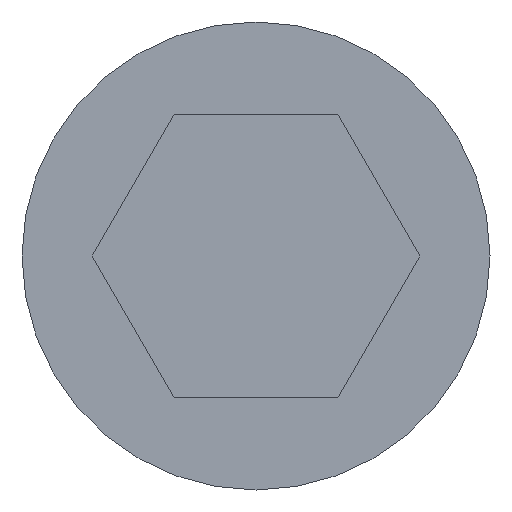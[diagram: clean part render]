
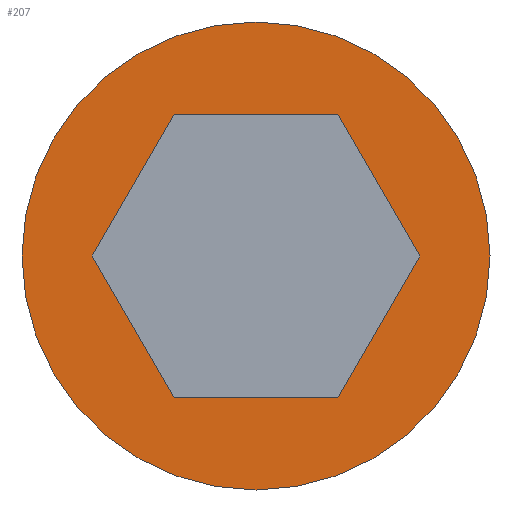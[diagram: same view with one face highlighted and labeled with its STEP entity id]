
A CAD part, front view. The second image highlights one B-rep face of the part: STEP entity #207.
In plain terms, the highlighted planar face has unit normal (0, -1, 0).
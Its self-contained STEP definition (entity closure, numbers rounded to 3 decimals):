
#7 = EDGE_CURVE ( 'NONE', #43, #94, #274, .T. ) ;
#8 = DIRECTION ( 'NONE',  ( 0.5, 0., -0.866 ) ) ;
#16 = CIRCLE ( 'NONE', #247, 10. ) ;
#29 = DIRECTION ( 'NONE',  ( -0.5, 0., 0.866 ) ) ;
#32 = VECTOR ( 'NONE', #29, 1000. ) ;
#35 = EDGE_LOOP ( 'NONE', ( #232, #487 ) ) ;
#43 = VERTEX_POINT ( 'NONE', #106 ) ;
#49 = EDGE_CURVE ( 'NONE', #193, #524, #127, .T. ) ;
#55 = LINE ( 'NONE', #433, #346 ) ;
#69 = LINE ( 'NONE', #233, #32 ) ;
#73 = DIRECTION ( 'NONE',  ( -0.5, 0., -0.866 ) ) ;
#74 = VECTOR ( 'NONE', #8, 1000. ) ;
#88 = CARTESIAN_POINT ( 'NONE',  ( 0., 0., 0. ) ) ;
#92 = CARTESIAN_POINT ( 'NONE',  ( 3.5, 0., -6.062 ) ) ;
#94 = VERTEX_POINT ( 'NONE', #324 ) ;
#95 = DIRECTION ( 'NONE',  ( 0., 1., 0. ) ) ;
#106 = CARTESIAN_POINT ( 'NONE',  ( -3.5, 0., 6.062 ) ) ;
#112 = EDGE_CURVE ( 'NONE', #385, #461, #69, .T. ) ;
#123 = CARTESIAN_POINT ( 'NONE',  ( 3.5, 0., -6.062 ) ) ;
#127 = CIRCLE ( 'NONE', #185, 10. ) ;
#144 = CARTESIAN_POINT ( 'NONE',  ( 7., 0., 0. ) ) ;
#147 = DIRECTION ( 'NONE',  ( 0., 1., 0. ) ) ;
#161 = CARTESIAN_POINT ( 'NONE',  ( 0., 0., -10. ) ) ;
#185 = AXIS2_PLACEMENT_3D ( 'NONE', #442, #147, #409 ) ;
#193 = VERTEX_POINT ( 'NONE', #161 ) ;
#202 = AXIS2_PLACEMENT_3D ( 'NONE', #88, #494, #338 ) ;
#204 = VECTOR ( 'NONE', #73, 1000. ) ;
#207 = ADVANCED_FACE ( 'NONE', ( #244, #249 ), #382, .F. ) ;
#216 = ORIENTED_EDGE ( 'NONE', *, *, #112, .F. ) ;
#219 = EDGE_CURVE ( 'NONE', #461, #43, #330, .T. ) ;
#230 = VERTEX_POINT ( 'NONE', #505 ) ;
#231 = VECTOR ( 'NONE', #378, 1000. ) ;
#232 = ORIENTED_EDGE ( 'NONE', *, *, #49, .F. ) ;
#233 = CARTESIAN_POINT ( 'NONE',  ( 7., 0., 0. ) ) ;
#244 = FACE_BOUND ( 'NONE', #536, .T. ) ;
#247 = AXIS2_PLACEMENT_3D ( 'NONE', #396, #95, #341 ) ;
#248 = VERTEX_POINT ( 'NONE', #92 ) ;
#249 = FACE_OUTER_BOUND ( 'NONE', #35, .T. ) ;
#254 = LINE ( 'NONE', #427, #74 ) ;
#268 = EDGE_CURVE ( 'NONE', #94, #230, #254, .T. ) ;
#274 = LINE ( 'NONE', #367, #204 ) ;
#287 = DIRECTION ( 'NONE',  ( 0.5, 0., 0.866 ) ) ;
#307 = DIRECTION ( 'NONE',  ( 1., 0., 0. ) ) ;
#311 = CARTESIAN_POINT ( 'NONE',  ( 0., 0., 10. ) ) ;
#324 = CARTESIAN_POINT ( 'NONE',  ( -7., 0., 0. ) ) ;
#330 = LINE ( 'NONE', #386, #231 ) ;
#332 = ORIENTED_EDGE ( 'NONE', *, *, #219, .F. ) ;
#338 = DIRECTION ( 'NONE',  ( 0., 0., 1. ) ) ;
#341 = DIRECTION ( 'NONE',  ( 0., 0., 1. ) ) ;
#346 = VECTOR ( 'NONE', #307, 1000. ) ;
#353 = LINE ( 'NONE', #123, #460 ) ;
#358 = CARTESIAN_POINT ( 'NONE',  ( 3.5, 0., 6.062 ) ) ;
#365 = ORIENTED_EDGE ( 'NONE', *, *, #510, .F. ) ;
#367 = CARTESIAN_POINT ( 'NONE',  ( -3.5, 0., 6.062 ) ) ;
#378 = DIRECTION ( 'NONE',  ( -1., 0., 0. ) ) ;
#382 = PLANE ( 'NONE',  #202 ) ;
#385 = VERTEX_POINT ( 'NONE', #144 ) ;
#386 = CARTESIAN_POINT ( 'NONE',  ( 3.5, 0., 6.062 ) ) ;
#396 = CARTESIAN_POINT ( 'NONE',  ( 0., 0., 0. ) ) ;
#399 = ORIENTED_EDGE ( 'NONE', *, *, #404, .F. ) ;
#404 = EDGE_CURVE ( 'NONE', #230, #248, #55, .T. ) ;
#409 = DIRECTION ( 'NONE',  ( 0., 0., 1. ) ) ;
#420 = ORIENTED_EDGE ( 'NONE', *, *, #7, .F. ) ;
#427 = CARTESIAN_POINT ( 'NONE',  ( -7., 0., 0. ) ) ;
#433 = CARTESIAN_POINT ( 'NONE',  ( -3.5, 0., -6.062 ) ) ;
#438 = EDGE_CURVE ( 'NONE', #524, #193, #16, .T. ) ;
#442 = CARTESIAN_POINT ( 'NONE',  ( 0., 0., 0. ) ) ;
#460 = VECTOR ( 'NONE', #287, 1000. ) ;
#461 = VERTEX_POINT ( 'NONE', #358 ) ;
#487 = ORIENTED_EDGE ( 'NONE', *, *, #438, .F. ) ;
#494 = DIRECTION ( 'NONE',  ( 0., 1., 0. ) ) ;
#505 = CARTESIAN_POINT ( 'NONE',  ( -3.5, 0., -6.062 ) ) ;
#510 = EDGE_CURVE ( 'NONE', #248, #385, #353, .T. ) ;
#524 = VERTEX_POINT ( 'NONE', #311 ) ;
#536 = EDGE_LOOP ( 'NONE', ( #216, #365, #399, #540, #420, #332 ) ) ;
#540 = ORIENTED_EDGE ( 'NONE', *, *, #268, .F. ) ;
